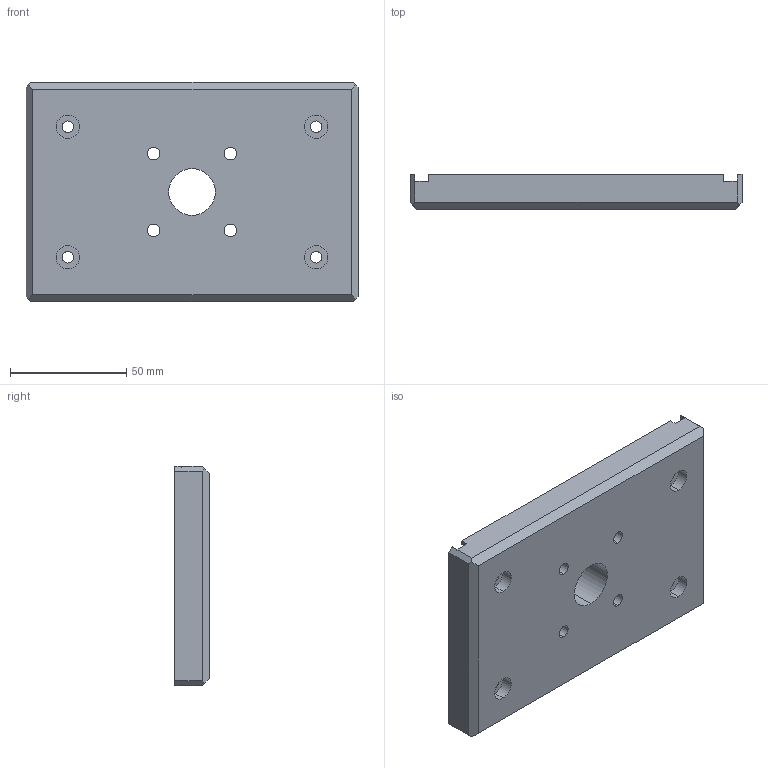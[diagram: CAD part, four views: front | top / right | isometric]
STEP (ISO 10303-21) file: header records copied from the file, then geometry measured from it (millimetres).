
FILE_DESCRIPTION (( 'STEP AP203' ), '1' );
FILE_NAME ('Assembly Station Top Plate_Default_sldprt.STEP', '2023-10-19T05:34:01', ( '' ), ( '' ), 'SwSTEP 2.0', 'SolidWorks 2023', '' );
FILE_SCHEMA (( 'CONFIG_CONTROL_DESIGN' ));
Length unit declared in the file: millimetre
Products named in the file (1): Assembly Station Top Plate_Default_sldprt
Bounding box: 142.5 x 15 x 94 mm (x, y, z)
Volume: 182301.8 mm3; surface area: 37731.3 mm2
Topology: 1 solids, 1 shells, 61 faces, 158 edges, 104 vertices
Faces by surface type: plane 35, cylinder 26
Entity records: 1985 total; most frequent: DIRECTION 334, CARTESIAN_POINT 324, ORIENTED_EDGE 316, EDGE_CURVE 158, AXIS2_PLACEMENT_3D 114, LINE 106, VECTOR 106, VERTEX_POINT 104
